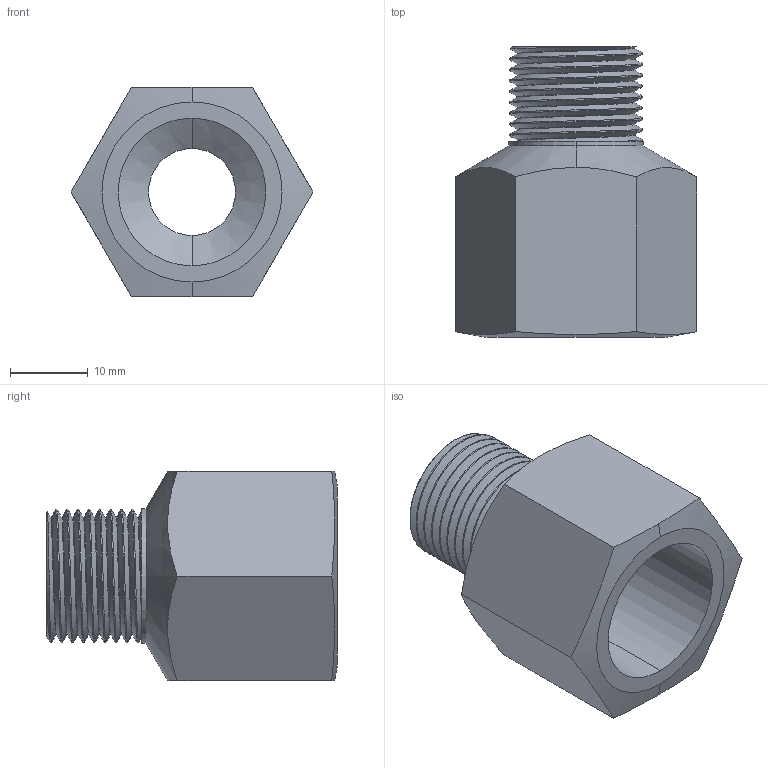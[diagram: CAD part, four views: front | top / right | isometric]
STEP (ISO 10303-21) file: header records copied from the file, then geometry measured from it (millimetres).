
FILE_DESCRIPTION (( 'STEP AP214' ), '1' );
FILE_NAME ('BFMFR-12N-38N.step', '2016-02-24T20:31:14', ( '' ), ( '' ), 'SwSTEP 2.0', 'SolidWorks 2015', '' );
FILE_SCHEMA (( 'AUTOMOTIVE_DESIGN' ));
Length unit declared in the file: inch
Products named in the file (1): BFMFR-12N-38N
Bounding box: 31.09 x 37.34 x 26.92 mm (x, y, z)
Volume: 9959 mm3; surface area: 5975.3 mm2
Topology: 1 solids, 2 shells, 47 faces, 120 edges, 78 vertices
Faces by surface type: cylinder 24, plane 11, cone 7, bspline 5
Entity records: 3834 total; most frequent: CARTESIAN_POINT 2802, ORIENTED_EDGE 240, DIRECTION 156, EDGE_CURVE 120, VERTEX_POINT 78, AXIS2_PLACEMENT_3D 60, EDGE_LOOP 50, FACE_OUTER_BOUND 47
